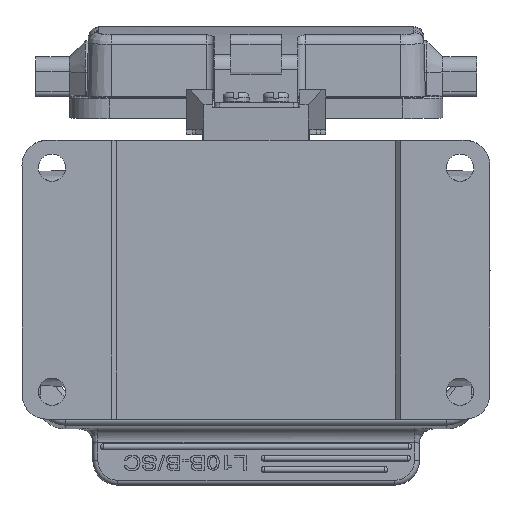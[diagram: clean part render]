
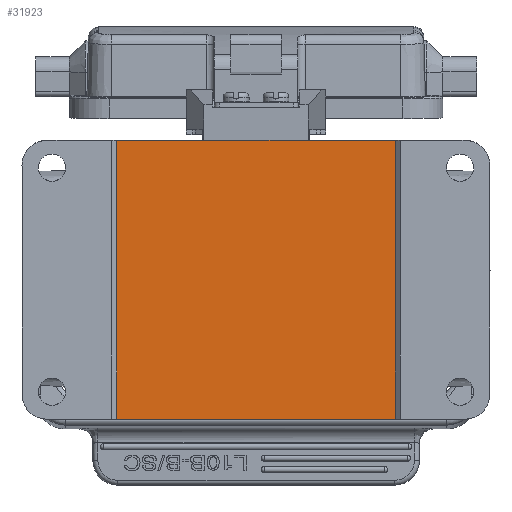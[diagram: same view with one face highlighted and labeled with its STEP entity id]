
A CAD part, front view. The second image highlights one B-rep face of the part: STEP entity #31923.
In plain terms, the highlighted planar face has unit normal (0, -1, -0.009).
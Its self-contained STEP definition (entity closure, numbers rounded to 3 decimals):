
#9587=DIRECTION('',(-1.,0.,0.));
#9588=VECTOR('',#9587,56.);
#9589=CARTESIAN_POINT('',(74.986,-21.796,
-50.144));
#9590=LINE('',#9589,#9588);
#9591=DIRECTION('',(1.,0.,0.));
#9592=VECTOR('',#9591,56.);
#9593=CARTESIAN_POINT('',(18.986,-22.267,5.854));
#9594=LINE('',#9593,#9592);
#9595=DIRECTION('',(0.,0.009,-1.));
#9596=VECTOR('',#9595,56.);
#9597=CARTESIAN_POINT('',(74.986,-22.285,5.854));
#9598=LINE('',#9597,#9596);
#9599=DIRECTION('',(0.,0.009,-1.));
#9600=VECTOR('',#9599,56.);
#9601=CARTESIAN_POINT('',(18.986,-22.267,5.854));
#9602=LINE('',#9601,#9600);
#24995=CARTESIAN_POINT('',(18.986,-21.779,
-50.144));
#24996=VERTEX_POINT('',#24995);
#24997=CARTESIAN_POINT('',(74.986,-21.796,
-50.144));
#24998=VERTEX_POINT('',#24997);
#25080=CARTESIAN_POINT('',(74.986,-22.285,
5.854));
#25081=VERTEX_POINT('',#25080);
#25082=CARTESIAN_POINT('',(18.986,-22.267,
5.854));
#25083=VERTEX_POINT('',#25082);
#31911=CARTESIAN_POINT('',(46.986,-22.032,
-22.145));
#31912=DIRECTION('',(0.,1.,0.009));
#31913=DIRECTION('',(0.,-0.009,1.));
#31914=AXIS2_PLACEMENT_3D('',#31911,#31912,#31913);
#31915=PLANE('',#31914);
#31916=ORIENTED_EDGE('',*,*,#31175,.T.);
#31918=ORIENTED_EDGE('',*,*,#31917,.F.);
#31919=ORIENTED_EDGE('',*,*,#31847,.T.);
#31920=ORIENTED_EDGE('',*,*,#31903,.T.);
#31921=EDGE_LOOP('',(#31916,#31918,#31919,#31920));
#31922=FACE_OUTER_BOUND('',#31921,.F.);
#31175=EDGE_CURVE('',#24998,#24996,#9590,.T.);
#31847=EDGE_CURVE('',#25083,#25081,#9594,.T.);
#31903=EDGE_CURVE('',#25081,#24998,#9598,.T.);
#31917=EDGE_CURVE('',#25083,#24996,#9602,.T.);
#31923=ADVANCED_FACE('',(#31922),#31915,.F.);
